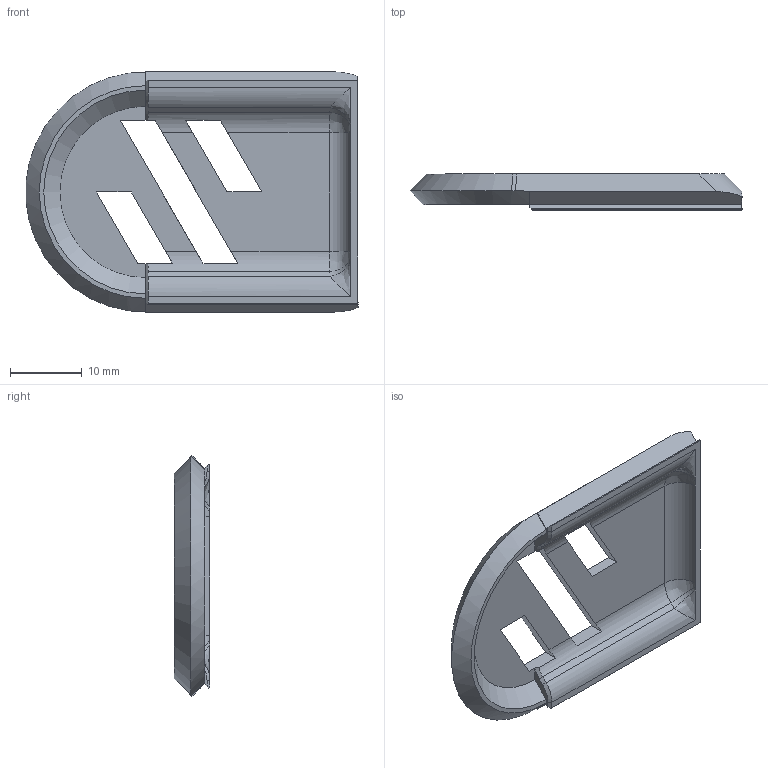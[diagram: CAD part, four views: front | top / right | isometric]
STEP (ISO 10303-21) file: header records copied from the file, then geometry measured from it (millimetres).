
FILE_DESCRIPTION (( 'STEP AP214' ), '1' );
FILE_NAME ('motor_cover.STEP', '2021-08-23T19:09:02', ( '' ), ( '' ), 'SwSTEP 2.0', 'SolidWorks 2021', '' );
FILE_SCHEMA (( 'AUTOMOTIVE_DESIGN' ));
Length unit declared in the file: millimetre
Products named in the file (1): motor_cover
Bounding box: 46.4 x 5 x 33.58 mm (x, y, z)
Volume: 3247.1 mm3; surface area: 3226.8 mm2
Topology: 1 solids, 1 shells, 69 faces, 188 edges, 116 vertices
Faces by surface type: plane 47, bspline 8, cone 7, cylinder 7
Entity records: 2355 total; most frequent: CARTESIAN_POINT 682, ORIENTED_EDGE 372, DIRECTION 297, EDGE_CURVE 186, LINE 135, VECTOR 135, VERTEX_POINT 116, AXIS2_PLACEMENT_3D 81
